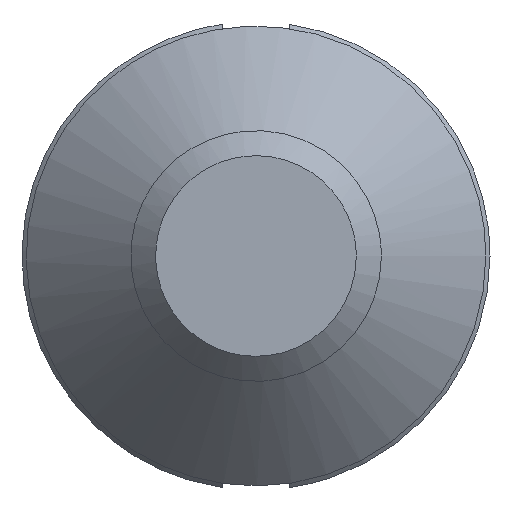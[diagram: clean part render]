
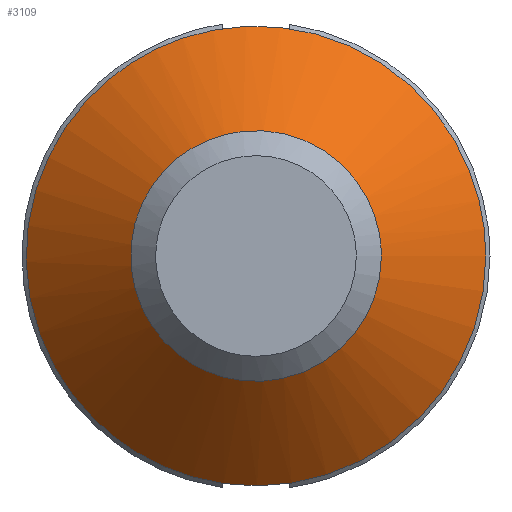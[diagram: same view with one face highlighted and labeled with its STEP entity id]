
A CAD part, front view. The second image highlights one B-rep face of the part: STEP entity #3109.
In plain terms, the highlighted free-form (B-spline) face has degree [2, 1] with [7, 2] control points.
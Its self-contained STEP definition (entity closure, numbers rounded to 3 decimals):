
#3030=CARTESIAN_POINT('V17',(1.5,3.85,0.0)
   );
#3031=VERTEX_POINT('V17',#3030);
#3039=CARTESIAN_POINT('E26',(1.5,3.85,0.0)
   );
#3040=CARTESIAN_POINT('E26',(1.5,3.85,
   -2.598));
#3041=CARTESIAN_POINT('E26',(-0.75,3.85,
   -1.299));
#3042=CARTESIAN_POINT('E26',(-3.0,3.85,0.)
   );
#3043=CARTESIAN_POINT('E26',(-0.75,3.85,
   1.299));
#3044=CARTESIAN_POINT('E26',(1.5,3.85,
   2.598));
#3045=CARTESIAN_POINT('E26',(1.5,3.85,0.0)
   );
#3053=(BOUNDED_CURVE()B_SPLINE_CURVE(2,(#3039,#3040,#3041,#3042,
   #3043,#3044,#3045),.CIRCULAR_ARC.,.T.,.U.)
   B_SPLINE_CURVE_WITH_KNOTS((3,2,2,3),(0.0,4.164,
   8.328,12.492),.UNSPECIFIED.)CURVE()
   GEOMETRIC_REPRESENTATION_ITEM()RATIONAL_B_SPLINE_CURVE((1.0,
   0.5,1.0,0.5,1.0,0.5,1.0)
   )REPRESENTATION_ITEM('E26'));
#3054=EDGE_CURVE('E26',#3031,#3031,#3053,.T.);
#3059=CARTESIAN_POINT('F10',(1.5,3.85,0.0)
   );
#3060=CARTESIAN_POINT('F10',(1.5,3.85,
   -2.598));
#3061=CARTESIAN_POINT('F10',(-0.75,3.85,
   -1.299));
#3062=CARTESIAN_POINT('F10',(-3.0,3.85,0.)
   );
#3063=CARTESIAN_POINT('F10',(-0.75,3.85,
   1.299));
#3064=CARTESIAN_POINT('F10',(1.5,3.85,
   2.598));
#3065=CARTESIAN_POINT('F10',(1.5,3.85,0.0)
   );
#3066=CARTESIAN_POINT('F10',(2.75,5.1,0.0)
   );
#3067=CARTESIAN_POINT('F10',(2.75,5.1,
   -4.763));
#3068=CARTESIAN_POINT('F10',(-1.375,5.1,
   -2.382));
#3069=CARTESIAN_POINT('F10',(-5.5,5.1,
   0.));
#3070=CARTESIAN_POINT('F10',(-1.375,5.1,
   2.382));
#3071=CARTESIAN_POINT('F10',(2.75,5.1,
   4.763));
#3072=CARTESIAN_POINT('F10',(2.75,5.1,0.0)
   );
#3080=(BOUNDED_SURFACE()B_SPLINE_SURFACE(2,1,((#3059,#3066),(
   #3060,#3067),(#3061,#3068),(#3062,#3069),(#3063,#3070),(
   #3064,#3071),(#3065,#3072)),.CONICAL_SURF.,.T.,.F.,.U.)
   B_SPLINE_SURFACE_WITH_KNOTS((3,2,2,3),(2,2),(0.0,
   4.164,8.328,12.492),(0.0,1.0),
   .UNSPECIFIED.)GEOMETRIC_REPRESENTATION_ITEM()
   RATIONAL_B_SPLINE_SURFACE(((1.0,1.0),(0.5,
   0.5),(1.0,1.0),(0.5,
   0.5),(1.0,1.0),(0.5,
   0.5),(1.0,1.0)))REPRESENTATION_ITEM('F10')SURFACE(
   ));
#3081=CARTESIAN_POINT('V16',(2.75,5.1,0.0)
   );
#3082=VERTEX_POINT('V16',#3081);
#3083=CARTESIAN_POINT('E25',(2.75,5.1,0.0)
   );
#3084=CARTESIAN_POINT('E25',(1.5,3.85,0.0)
   );
#3085=QUASI_UNIFORM_CURVE('E25',1,(#3083,#3084),.POLYLINE_FORM.,.F.,
   .U.);
#3086=EDGE_CURVE('E25',#3082,#3031,#3085,.T.);
#3087=ORIENTED_EDGE('E25',*,*,#3086,.T.);
#3088=ORIENTED_EDGE('F11',*,*,#3054,.T.);
#3089=ORIENTED_EDGE('E25',*,*,#3086,.F.);
#3090=CARTESIAN_POINT('E24',(2.75,5.1,0.0)
   );
#3091=CARTESIAN_POINT('E24',(2.75,5.1,
   -4.763));
#3092=CARTESIAN_POINT('E24',(-1.375,5.1,
   -2.382));
#3093=CARTESIAN_POINT('E24',(-5.5,5.1,
   0.));
#3094=CARTESIAN_POINT('E24',(-1.375,5.1,
   2.382));
#3095=CARTESIAN_POINT('E24',(2.75,5.1,
   4.763));
#3096=CARTESIAN_POINT('E24',(2.75,5.1,0.0)
   );
#3104=(BOUNDED_CURVE()B_SPLINE_CURVE(2,(#3090,#3091,#3092,#3093,
   #3094,#3095,#3096),.CIRCULAR_ARC.,.T.,.U.)
   B_SPLINE_CURVE_WITH_KNOTS((3,2,2,3),(0.0,0.333,
   0.667,1.0),.UNSPECIFIED.)CURVE()
   GEOMETRIC_REPRESENTATION_ITEM()RATIONAL_B_SPLINE_CURVE((1.0,
   0.5,1.0,0.5,1.0,0.5,1.0)
   )REPRESENTATION_ITEM('E24'));
#3105=EDGE_CURVE('E24',#3082,#3082,#3104,.T.);
#3106=ORIENTED_EDGE('E24',*,*,#3105,.F.);
#3107=EDGE_LOOP('F10',(#3087,#3088,#3089,#3106));
#3108=FACE_OUTER_BOUND('F10',#3107,.T.);
#3109=ADVANCED_FACE('F10',(#3108),#3080,.T.);
